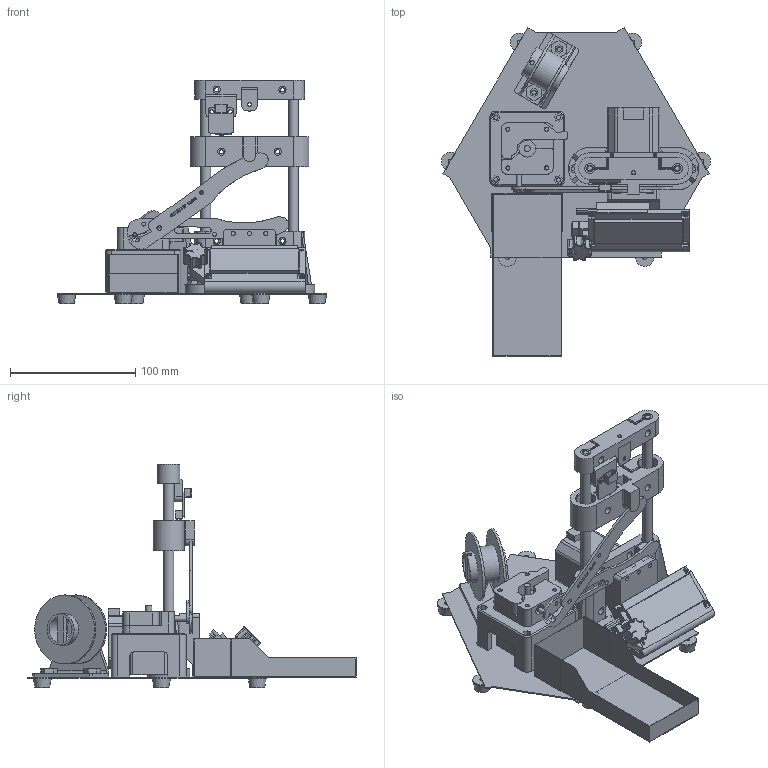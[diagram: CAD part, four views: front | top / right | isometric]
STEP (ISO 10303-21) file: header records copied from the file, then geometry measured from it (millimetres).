
FILE_DESCRIPTION(/* description */ (''),/* implementation_level */ '2;1');
FILE_NAME(/* name */ 'Automatic Wire Cutter v18.step',/* time_stamp */ '2024-01-26T22:24:48-08:00',/* author */ (''),/* organization */ (''),/* preprocessor_version */ 'ST-DEVELOPER v20',/* originating_system */ 'Autodesk Translation Framework v12.14.0.127',/* authorisation */ '');
FILE_SCHEMA (('AUTOMOTIVE_DESIGN { 1 0 10303 214 3 1 1 }'));
Length unit declared in the file: millimetre
Products named in the file (23): Automatic Wire Cutter; Feeder; Base; Stanley 84-213 v11 v1; Feeder_Motor_Mount; Rods; Cutter_Stepper_Motor; Cutter_Motor_Mount; Pulley; Pulley_Mount; Slider; Wire_Spool; Spool_Holder; Stripper_Mount; Feeder_Stepper_Motor; Limit_Switch v1; Feet; Foot; LCD; LCD_Mount; Encoder; Container; Knob
Assembly tree (27 placements, depth 3):
  Automatic Wire Cutter
    Feeder
    Base
    Stanley 84-213 v11 v1
    Feeder_Motor_Mount
    Rods
    Cutter_Stepper_Motor
    Cutter_Motor_Mount
    Pulley
    Pulley_Mount
    Slider
    Wire_Spool
    Spool_Holder
    Stripper_Mount
    Feeder_Stepper_Motor
    Limit_Switch v1
    Feet
      Foot  x6
    LCD
    LCD_Mount
    Encoder
    Container
    Knob
Bounding box: 215.16 x 262.76 x 178.5 mm (x, y, z)
Volume: 463910.8 mm3; surface area: 269175.6 mm2
Topology: 33 solids, 33 shells, 1441 faces, 3673 edges, 2385 vertices
Faces by surface type: plane 898, cylinder 322, bspline 114, cone 100, torus 7
Full cylindrical faces by diameter (mm): 2 x1, 2.5 x1, 3 x18, 3.049 x1, 3.119 x1, 3.212 x1, 3.4 x71, 3.5 x5, 3.925 x2, 4 x1, 4.7 x1, 4.9 x3, 5.8 x12, 7 x1, 8 x2, 8.4 x2, 11 x2, 12 x1, 13.5 x1, 15.9 x2, 21 x1, 21.9 x2, 23 x2, 25 x1, 25.7 x1, 29.7 x1, 55.2 x2
Entity records: 44091 total; most frequent: CARTESIAN_POINT 9974, ORIENTED_EDGE 6996, DIRECTION 6561, EDGE_CURVE 3498, LINE 2469, VECTOR 2469, VERTEX_POINT 2275, AXIS2_PLACEMENT_3D 2046
